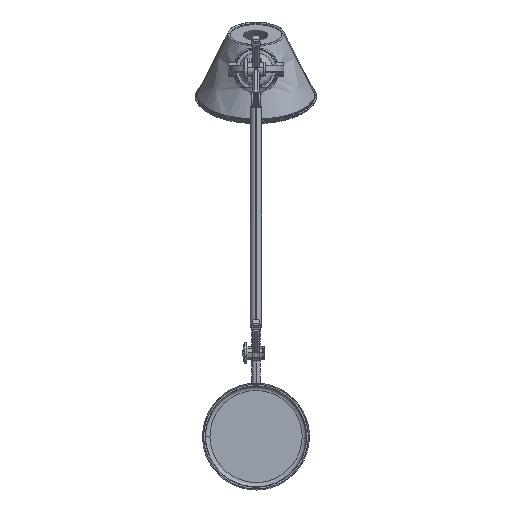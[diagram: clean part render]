
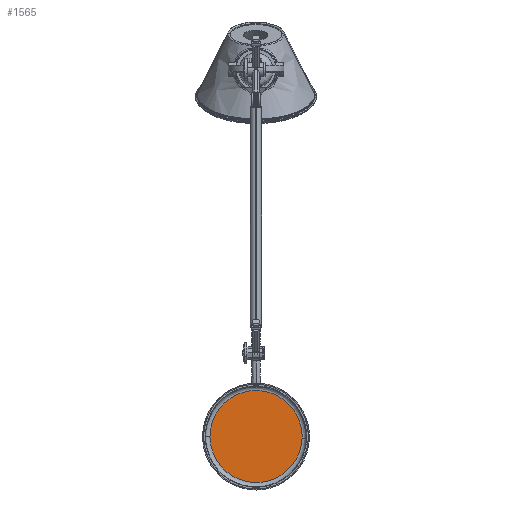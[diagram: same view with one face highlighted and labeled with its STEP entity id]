
A CAD part, left-side view. The second image highlights one B-rep face of the part: STEP entity #1565.
In plain terms, the highlighted planar face has unit normal (1, 0, 0).
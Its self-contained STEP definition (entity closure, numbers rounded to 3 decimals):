
#661=(
BOUNDED_CURVE()
B_SPLINE_CURVE(3,(#13531,#13532,#13533,#13534),.UNSPECIFIED.,.F.,.F.)
B_SPLINE_CURVE_WITH_KNOTS((4,4),(-1.133,0.),.UNSPECIFIED.)
CURVE()
GEOMETRIC_REPRESENTATION_ITEM()
RATIONAL_B_SPLINE_CURVE((1.,1.,1.,1.))
REPRESENTATION_ITEM($)
);
#662=(
BOUNDED_CURVE()
B_SPLINE_CURVE(3,(#13535,#13536,#13537,#13538,#13539,#13540,#13541,#13542,
#13543,#13544,#13545,#13546,#13547,#13548,#13549,#13550),.UNSPECIFIED.,.F.,
.F.)
B_SPLINE_CURVE_WITH_KNOTS((4,3,3,3,3,4),(-265.218,-250.049,
-231.663,-198.263,-164.554,-131.299),
.UNSPECIFIED.)
CURVE()
GEOMETRIC_REPRESENTATION_ITEM()
RATIONAL_B_SPLINE_CURVE((1.,1.,1.,1.,1.,1.,1.,1.,1.,1.,1.,1.,1.,1.,1.,1.))
REPRESENTATION_ITEM($)
);
#663=(
BOUNDED_CURVE()
B_SPLINE_CURVE(3,(#13551,#13552,#13553,#13554,#13555,#13556,#13557,#13558,
#13559,#13560,#13561,#13562,#13563,#13564,#13565,#13566),.UNSPECIFIED.,.F.,
.F.)
B_SPLINE_CURVE_WITH_KNOTS((4,3,3,3,3,4),(-131.299,-97.446,
-64.327,-30.338,-15.169,-1.133),
.UNSPECIFIED.)
CURVE()
GEOMETRIC_REPRESENTATION_ITEM()
RATIONAL_B_SPLINE_CURVE((1.,1.,1.,1.,1.,1.,1.,1.,1.,1.,1.,1.,1.,1.,1.,1.))
REPRESENTATION_ITEM($)
);
#1565=ADVANCED_FACE($,(#2052),#7129,.T.);
#2052=FACE_OUTER_BOUND($,#2550,.T.);
#2550=EDGE_LOOP($,(#4047,#4048,#4049));
#4047=ORIENTED_EDGE($,*,*,#5741,.T.);
#4048=ORIENTED_EDGE($,*,*,#5742,.T.);
#4049=ORIENTED_EDGE($,*,*,#5743,.T.);
#5741=EDGE_CURVE($,#6699,#6629,#661,.T.);
#5742=EDGE_CURVE($,#6629,#6630,#662,.T.);
#5743=EDGE_CURVE($,#6630,#6699,#663,.T.);
#6629=VERTEX_POINT($,#14267);
#6630=VERTEX_POINT($,#14268);
#6699=VERTEX_POINT($,#14337);
#7129=PLANE($,#8083);
#8083=AXIS2_PLACEMENT_3D($,#14122,#8356,$);
#8356=DIRECTION($,(1.,0.,0.));
#13531=CARTESIAN_POINT($,(-236.156,49.598,245.423));
#13532=CARTESIAN_POINT($,(-236.156,49.609,245.8));
#13533=CARTESIAN_POINT($,(-236.156,49.614,246.177));
#13534=CARTESIAN_POINT($,(-236.156,49.614,246.555));
#13535=CARTESIAN_POINT($,(-236.156,49.614,246.555));
#13536=CARTESIAN_POINT($,(-236.156,49.614,251.606));
#13537=CARTESIAN_POINT($,(-236.156,48.693,256.659));
#13538=CARTESIAN_POINT($,(-236.156,46.917,261.398));
#13539=CARTESIAN_POINT($,(-236.156,44.764,267.142));
#13540=CARTESIAN_POINT($,(-236.156,41.356,272.425));
#13541=CARTESIAN_POINT($,(-236.156,36.975,276.704));
#13542=CARTESIAN_POINT($,(-236.156,29.017,284.478));
#13543=CARTESIAN_POINT($,(-236.156,17.851,288.937));
#13544=CARTESIAN_POINT($,(-236.156,6.751,288.761));
#13545=CARTESIAN_POINT($,(-236.156,-4.451,288.583));
#13546=CARTESIAN_POINT($,(-236.156,-15.586,283.685));
#13547=CARTESIAN_POINT($,(-236.156,-23.286,275.537));
#13548=CARTESIAN_POINT($,(-236.156,-30.882,267.499));
#13549=CARTESIAN_POINT($,(-236.156,-35.134,256.298));
#13550=CARTESIAN_POINT($,(-236.156,-34.788,245.244));
#13551=CARTESIAN_POINT($,(-236.156,-34.788,245.244));
#13552=CARTESIAN_POINT($,(-236.156,-34.436,233.992));
#13553=CARTESIAN_POINT($,(-236.156,-29.32,222.893));
#13554=CARTESIAN_POINT($,(-236.156,-20.99,215.32));
#13555=CARTESIAN_POINT($,(-236.156,-12.842,207.911));
#13556=CARTESIAN_POINT($,(-236.156,-1.618,203.877));
#13557=CARTESIAN_POINT($,(-236.156,9.38,204.39));
#13558=CARTESIAN_POINT($,(-236.156,20.667,204.916));
#13559=CARTESIAN_POINT($,(-236.156,31.717,210.23));
#13560=CARTESIAN_POINT($,(-236.156,39.188,218.738));
#13561=CARTESIAN_POINT($,(-236.156,42.523,222.535));
#13562=CARTESIAN_POINT($,(-236.156,45.145,226.968));
#13563=CARTESIAN_POINT($,(-236.156,46.917,231.71));
#13564=CARTESIAN_POINT($,(-236.156,48.557,236.098));
#13565=CARTESIAN_POINT($,(-236.156,49.47,240.75));
#13566=CARTESIAN_POINT($,(-236.156,49.598,245.423));
#14122=CARTESIAN_POINT($,(-236.156,-35.652,203.502));
#14267=CARTESIAN_POINT($,(-236.156,49.614,246.555));
#14268=CARTESIAN_POINT($,(-236.156,-34.788,245.244));
#14337=CARTESIAN_POINT($,(-236.156,49.598,245.423));
